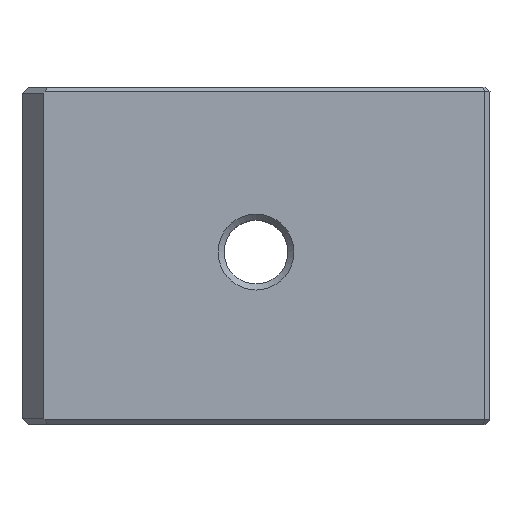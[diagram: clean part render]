
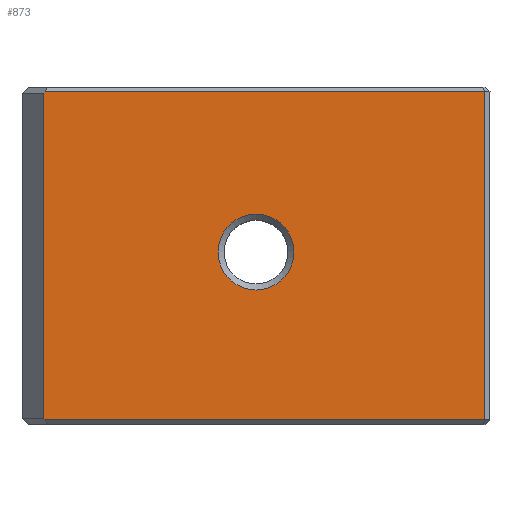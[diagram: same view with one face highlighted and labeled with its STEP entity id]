
A CAD part, top view. The second image highlights one B-rep face of the part: STEP entity #873.
In plain terms, the highlighted planar face has unit normal (0, 0, 1).
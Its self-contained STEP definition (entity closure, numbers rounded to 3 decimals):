
#26=FACE_BOUND('',#163,.T.);
#60=PLANE('',#960);
#108=FACE_OUTER_BOUND('',#162,.T.);
#162=EDGE_LOOP('',(#794,#795,#796,#797,#798,#799));
#163=EDGE_LOOP('',(#800));
#242=LINE('',#1477,#335);
#243=LINE('',#1481,#336);
#247=LINE('',#1492,#340);
#250=LINE('',#1497,#343);
#257=LINE('',#1519,#350);
#258=LINE('',#1520,#351);
#335=VECTOR('',#1143,21.39);
#336=VECTOR('',#1146,21.59);
#340=VECTOR('',#1158,0.164);
#343=VECTOR('',#1163,0.164);
#350=VECTOR('',#1192,28.914);
#351=VECTOR('',#1193,28.914);
#375=CIRCLE('',#947,2.5);
#443=VERTEX_POINT('',#1473);
#444=VERTEX_POINT('',#1475);
#445=VERTEX_POINT('',#1479);
#446=VERTEX_POINT('',#1480);
#448=VERTEX_POINT('',#1487);
#449=VERTEX_POINT('',#1491);
#450=VERTEX_POINT('',#1495);
#551=EDGE_CURVE('',#443,#444,#242,.T.);
#552=EDGE_CURVE('',#445,#446,#243,.T.);
#557=EDGE_CURVE('',#448,#448,#375,.T.);
#558=EDGE_CURVE('',#443,#449,#247,.T.);
#561=EDGE_CURVE('',#444,#450,#250,.T.);
#572=EDGE_CURVE('',#450,#446,#257,.T.);
#573=EDGE_CURVE('',#445,#449,#258,.T.);
#794=ORIENTED_EDGE('',*,*,#561,.T.);
#795=ORIENTED_EDGE('',*,*,#572,.T.);
#796=ORIENTED_EDGE('',*,*,#552,.F.);
#797=ORIENTED_EDGE('',*,*,#573,.T.);
#798=ORIENTED_EDGE('',*,*,#558,.F.);
#799=ORIENTED_EDGE('',*,*,#551,.T.);
#800=ORIENTED_EDGE('',*,*,#557,.T.);
#873=ADVANCED_FACE('',(#108,#26),#60,.F.);
#947=AXIS2_PLACEMENT_3D('',#1489,#1154,#1155);
#960=AXIS2_PLACEMENT_3D('',#1518,#1190,#1191);
#1143=DIRECTION('',(0.,-1.,0.));
#1146=DIRECTION('',(0.,-1.,0.));
#1154=DIRECTION('center_axis',(0.,0.,
-1.));
#1155=DIRECTION('ref_axis',(0.,1.,0.));
#1158=DIRECTION('',(0.794,0.608,0.));
#1163=DIRECTION('',(0.794,-0.608,0.));
#1190=DIRECTION('center_axis',(0.,0.,
-1.));
#1191=DIRECTION('ref_axis',(1.,0.,0.));
#1192=DIRECTION('',(1.,0.,0.));
#1193=DIRECTION('',(-1.,0.,0.));
#1473=CARTESIAN_POINT('',(-54.824,3.126,4.809));
#1475=CARTESIAN_POINT('',(-54.824,-18.264,4.809));
#1477=CARTESIAN_POINT('',(-54.824,3.126,4.809));
#1479=CARTESIAN_POINT('',(-25.779,3.226,4.809));
#1480=CARTESIAN_POINT('',(-25.779,-18.364,4.809));
#1481=CARTESIAN_POINT('',(-25.779,3.226,4.809));
#1487=CARTESIAN_POINT('',(-40.824,-9.824,4.809));
#1489=CARTESIAN_POINT('Origin',(-40.824,-7.324,4.809));
#1491=CARTESIAN_POINT('',(-54.693,3.226,4.809));
#1492=CARTESIAN_POINT('',(-54.824,3.126,4.809));
#1495=CARTESIAN_POINT('',(-54.693,-18.364,4.809));
#1497=CARTESIAN_POINT('',(-54.824,-18.264,4.809));
#1518=CARTESIAN_POINT('Origin',(-54.824,37.054,4.809));
#1519=CARTESIAN_POINT('',(-54.693,-18.364,4.809));
#1520=CARTESIAN_POINT('',(-25.779,3.226,4.809));
